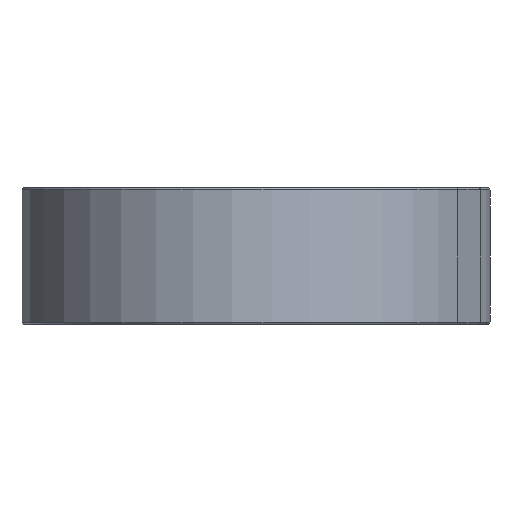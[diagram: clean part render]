
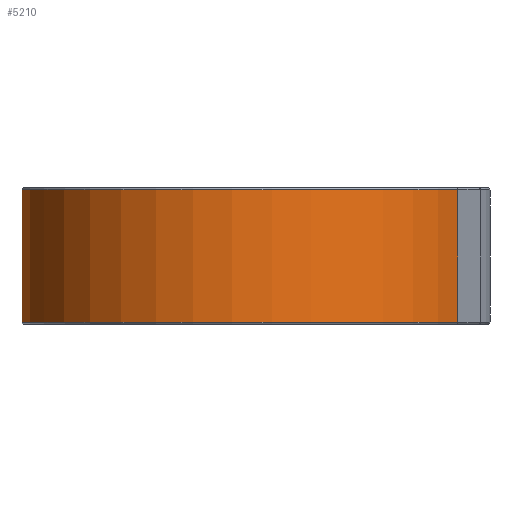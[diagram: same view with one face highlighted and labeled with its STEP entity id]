
A CAD part, left-side view. The second image highlights one B-rep face of the part: STEP entity #5210.
In plain terms, the highlighted cylindrical face has radius 21.2 mm (diameter 42.4 mm), a partial arc.
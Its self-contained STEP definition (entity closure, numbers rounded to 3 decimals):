
#1868=DIRECTION('',(0.,0.,1.));
#1869=VECTOR('',#1868,12.3);
#1870=CARTESIAN_POINT('',(-8.763,-19.304,-6.15));
#1871=LINE('',#1870,#1869);
#1882=CARTESIAN_POINT('',(0.,0.,6.15));
#1883=DIRECTION('',(0.,0.,1.));
#1884=DIRECTION('',(0.9,0.435,0.));
#1885=AXIS2_PLACEMENT_3D('',#1882,#1883,#1884);
#1887=CARTESIAN_POINT('',(0.,0.,-6.15));
#1888=DIRECTION('',(0.,0.,-1.));
#1889=DIRECTION('',(-0.413,-0.911,0.));
#1890=AXIS2_PLACEMENT_3D('',#1887,#1888,#1889);
#1892=DIRECTION('',(0.,0.,1.));
#1893=VECTOR('',#1892,12.3);
#1894=CARTESIAN_POINT('',(19.091,9.219,-6.15));
#1895=LINE('',#1894,#1893);
#2129=CARTESIAN_POINT('',(19.091,9.219,6.15));
#2131=VERTEX_POINT('',#2129);
#2139=CARTESIAN_POINT('',(-8.763,-19.304,6.15));
#2140=VERTEX_POINT('',#2139);
#2175=CARTESIAN_POINT('',(-8.763,-19.304,-6.15));
#2176=VERTEX_POINT('',#2175);
#2179=CARTESIAN_POINT('',(19.091,9.219,-6.15));
#2180=VERTEX_POINT('',#2179);
#5199=CARTESIAN_POINT('',(0.,0.,-6.35));
#5200=DIRECTION('',(0.,0.,1.));
#5201=DIRECTION('',(1.,0.,0.));
#5202=AXIS2_PLACEMENT_3D('',#5199,#5200,#5201);
#5203=CYLINDRICAL_SURFACE('',#5202,21.2);
#5204=ORIENTED_EDGE('',*,*,#5193,.T.);
#5205=ORIENTED_EDGE('',*,*,#5168,.F.);
#5206=ORIENTED_EDGE('',*,*,#2622,.T.);
#5207=ORIENTED_EDGE('',*,*,#2649,.T.);
#5208=EDGE_LOOP('',(#5204,#5205,#5206,#5207));
#5209=FACE_OUTER_BOUND('',#5208,.F.);
#5210=ADVANCED_FACE('',(#5209),#5203,.T.);
#1886=CIRCLE('',#1885,21.2);
#1891=CIRCLE('',#1890,21.2);
#2622=EDGE_CURVE('',#2176,#2180,#1891,.T.);
#2649=EDGE_CURVE('',#2180,#2131,#1895,.T.);
#5168=EDGE_CURVE('',#2176,#2140,#1871,.T.);
#5193=EDGE_CURVE('',#2131,#2140,#1886,.T.);
